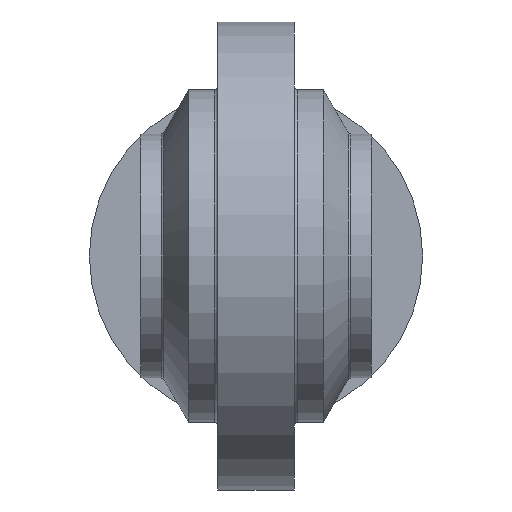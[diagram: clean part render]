
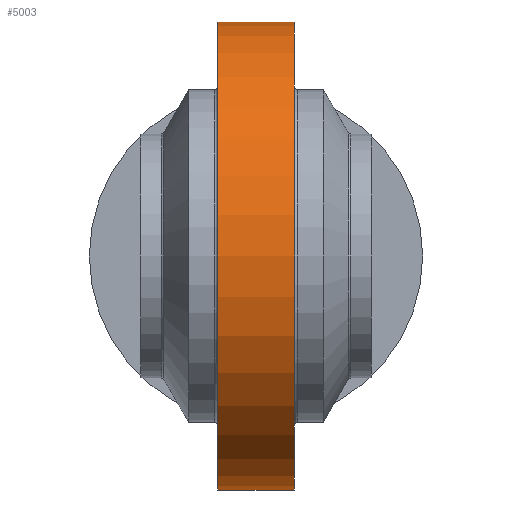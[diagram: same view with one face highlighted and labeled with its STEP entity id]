
A CAD part, front view. The second image highlights one B-rep face of the part: STEP entity #5003.
In plain terms, the highlighted cylindrical face has radius 73 mm (diameter 146 mm), a partial arc.
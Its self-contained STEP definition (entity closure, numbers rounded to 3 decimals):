
#21 = ORIENTED_EDGE ( 'NONE', *, *, #93, .T. ) ;
#93 = EDGE_CURVE ( 'NONE', #3807, #452, #398, .T. ) ;
#149 = CIRCLE ( 'NONE', #3097, 73. ) ;
#156 = CARTESIAN_POINT ( 'NONE',  ( -12., 0., 0. ) ) ;
#221 = CARTESIAN_POINT ( 'NONE',  ( -36., 0., -73. ) ) ;
#224 = CARTESIAN_POINT ( 'NONE',  ( -36., 0., 0. ) ) ;
#398 = LINE ( 'NONE', #5039, #1089 ) ;
#452 = VERTEX_POINT ( 'NONE', #515 ) ;
#515 = CARTESIAN_POINT ( 'NONE',  ( -12., 0., 73. ) ) ;
#649 = DIRECTION ( 'NONE',  ( -1., 0., 0. ) ) ;
#764 = DIRECTION ( 'NONE',  ( -1., 0., 0. ) ) ;
#962 = ORIENTED_EDGE ( 'NONE', *, *, #1334, .F. ) ;
#1089 = VECTOR ( 'NONE', #4958, 1000. ) ;
#1241 = AXIS2_PLACEMENT_3D ( 'NONE', #156, #3175, #5173 ) ;
#1334 = EDGE_CURVE ( 'NONE', #1388, #452, #3008, .T. ) ;
#1357 = CARTESIAN_POINT ( 'NONE',  ( 12., 0., -73. ) ) ;
#1388 = VERTEX_POINT ( 'NONE', #4318 ) ;
#1685 = FACE_OUTER_BOUND ( 'NONE', #6329, .T. ) ;
#1738 = DIRECTION ( 'NONE',  ( -1., 0., 0. ) ) ;
#2016 = LINE ( 'NONE', #221, #3501 ) ;
#2076 = VERTEX_POINT ( 'NONE', #1357 ) ;
#2212 = DIRECTION ( 'NONE',  ( 0., 0., 1. ) ) ;
#2892 = CYLINDRICAL_SURFACE ( 'NONE', #3937, 73. ) ;
#2977 = ORIENTED_EDGE ( 'NONE', *, *, #4051, .T. ) ;
#3008 = CIRCLE ( 'NONE', #1241, 73. ) ;
#3097 = AXIS2_PLACEMENT_3D ( 'NONE', #4663, #764, #2212 ) ;
#3175 = DIRECTION ( 'NONE',  ( -1., 0., 0. ) ) ;
#3501 = VECTOR ( 'NONE', #649, 1000. ) ;
#3807 = VERTEX_POINT ( 'NONE', #5822 ) ;
#3937 = AXIS2_PLACEMENT_3D ( 'NONE', #224, #1738, #5127 ) ;
#4051 = EDGE_CURVE ( 'NONE', #2076, #3807, #149, .T. ) ;
#4318 = CARTESIAN_POINT ( 'NONE',  ( -12., 0., -73. ) ) ;
#4663 = CARTESIAN_POINT ( 'NONE',  ( 12., 0., 0. ) ) ;
#4958 = DIRECTION ( 'NONE',  ( -1., 0., 0. ) ) ;
#5003 = ADVANCED_FACE ( 'NONE', ( #1685 ), #2892, .T. ) ;
#5039 = CARTESIAN_POINT ( 'NONE',  ( -36., 0., 73. ) ) ;
#5127 = DIRECTION ( 'NONE',  ( 0., 0., 1. ) ) ;
#5173 = DIRECTION ( 'NONE',  ( 0., 0., 1. ) ) ;
#5822 = CARTESIAN_POINT ( 'NONE',  ( 12., 0., 73. ) ) ;
#5866 = EDGE_CURVE ( 'NONE', #2076, #1388, #2016, .T. ) ;
#6329 = EDGE_LOOP ( 'NONE', ( #6348, #2977, #21, #962 ) ) ;
#6348 = ORIENTED_EDGE ( 'NONE', *, *, #5866, .F. ) ;
